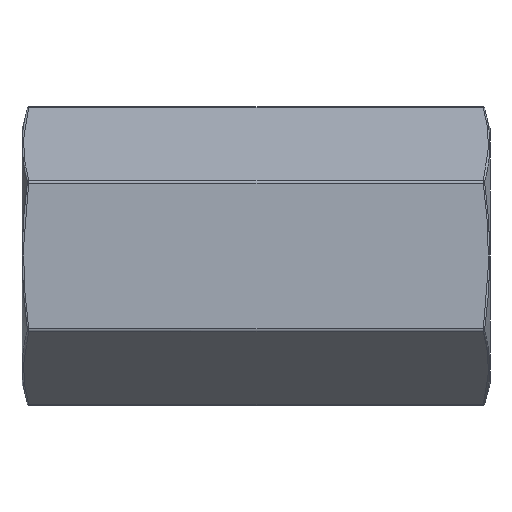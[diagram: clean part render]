
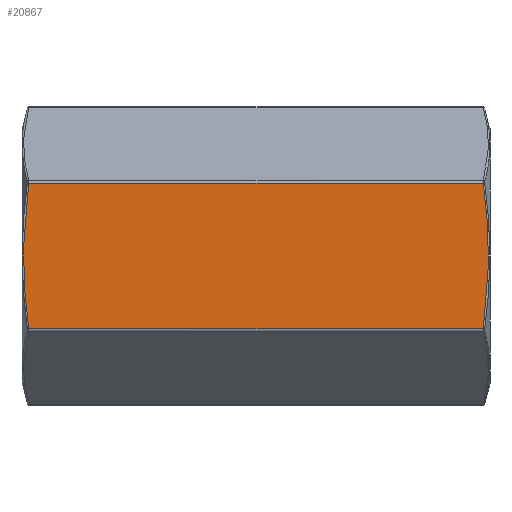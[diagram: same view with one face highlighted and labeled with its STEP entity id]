
A CAD part, front view. The second image highlights one B-rep face of the part: STEP entity #20867.
In plain terms, the highlighted planar face has unit normal (0, -1, 0).
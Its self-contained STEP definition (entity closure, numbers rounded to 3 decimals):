
#415 = CARTESIAN_POINT ( 'NONE',  ( -31.578, -18., -10.104 ) ) ;
#981 = CARTESIAN_POINT ( 'NONE',  ( -31.981, -18., 6.736 ) ) ;
#1217 = CARTESIAN_POINT ( 'NONE',  ( 31.981, -18., -6.736 ) ) ;
#1281 = CARTESIAN_POINT ( 'NONE',  ( 31.981, -18., 6.736 ) ) ;
#1737 = VERTEX_POINT ( 'NONE', #2126 ) ;
#2126 = CARTESIAN_POINT ( 'NONE',  ( 31.578, -18., -10.104 ) ) ;
#2965 = CARTESIAN_POINT ( 'NONE',  ( -31.578, -18., 10.104 ) ) ;
#3408 = VERTEX_POINT ( 'NONE', #415 ) ;
#4961 = EDGE_CURVE ( 'NONE', #16908, #9206, #9164, .T. ) ;
#5088 = CARTESIAN_POINT ( 'NONE',  ( 32.5, -18., 10.392 ) ) ;
#5098 = ORIENTED_EDGE ( 'NONE', *, *, #21397, .T. ) ;
#6193 = B_SPLINE_CURVE_WITH_KNOTS ( 'NONE', 3,
 ( #11528, #11373, #1217, #11452, #18194, #21621, #1281, #13153, #14900 ),
 .UNSPECIFIED., .F., .F.,
 ( 4, 2, 1, 2, 4 ),
 ( 0., 0.005, 0.01, 0.015, 0.02 ),
 .UNSPECIFIED. ) ;
#7270 = EDGE_CURVE ( 'NONE', #1737, #16908, #6193, .T. ) ;
#7464 = ORIENTED_EDGE ( 'NONE', *, *, #12914, .T. ) ;
#7553 = VECTOR ( 'NONE', #9147, 1000. ) ;
#7671 = CARTESIAN_POINT ( 'NONE',  ( -31.981, -18., -6.736 ) ) ;
#7741 = CARTESIAN_POINT ( 'NONE',  ( -31.801, -18., 8.42 ) ) ;
#7754 = B_SPLINE_CURVE_WITH_KNOTS ( 'NONE', 3,
 ( #17765, #7741, #981, #7888, #11031, #21251, #7671, #12786, #14456 ),
 .UNSPECIFIED., .F., .F.,
 ( 4, 2, 1, 2, 4 ),
 ( 0., 0.005, 0.01, 0.015, 0.02 ),
 .UNSPECIFIED. ) ;
#7888 = CARTESIAN_POINT ( 'NONE',  ( -32.228, -18., 3.368 ) ) ;
#8533 = LINE ( 'NONE', #19764, #11202 ) ;
#8777 = FACE_OUTER_BOUND ( 'NONE', #16339, .T. ) ;
#9007 = CARTESIAN_POINT ( 'NONE',  ( 31.578, -18., 10.104 ) ) ;
#9147 = DIRECTION ( 'NONE',  ( -1., 0., 0. ) ) ;
#9164 = LINE ( 'NONE', #11003, #7553 ) ;
#9206 = VERTEX_POINT ( 'NONE', #2965 ) ;
#10384 = PLANE ( 'NONE',  #19993 ) ;
#11003 = CARTESIAN_POINT ( 'NONE',  ( 32.5, -18., 10.104 ) ) ;
#11031 = CARTESIAN_POINT ( 'NONE',  ( -32.358, -18., 0. ) ) ;
#11202 = VECTOR ( 'NONE', #16621, 1000. ) ;
#11373 = CARTESIAN_POINT ( 'NONE',  ( 31.801, -18., -8.42 ) ) ;
#11452 = CARTESIAN_POINT ( 'NONE',  ( 32.228, -18., -3.368 ) ) ;
#11528 = CARTESIAN_POINT ( 'NONE',  ( 31.578, -18., -10.104 ) ) ;
#12786 = CARTESIAN_POINT ( 'NONE',  ( -31.801, -18., -8.42 ) ) ;
#12914 = EDGE_CURVE ( 'NONE', #3408, #1737, #8533, .T. ) ;
#13153 = CARTESIAN_POINT ( 'NONE',  ( 31.801, -18., 8.42 ) ) ;
#13687 = DIRECTION ( 'NONE',  ( 0., 1., 0. ) ) ;
#14456 = CARTESIAN_POINT ( 'NONE',  ( -31.578, -18., -10.104 ) ) ;
#14900 = CARTESIAN_POINT ( 'NONE',  ( 31.578, -18., 10.104 ) ) ;
#15246 = ORIENTED_EDGE ( 'NONE', *, *, #7270, .T. ) ;
#15802 = ORIENTED_EDGE ( 'NONE', *, *, #4961, .T. ) ;
#16339 = EDGE_LOOP ( 'NONE', ( #7464, #15246, #15802, #5098 ) ) ;
#16621 = DIRECTION ( 'NONE',  ( 1., 0., 0. ) ) ;
#16908 = VERTEX_POINT ( 'NONE', #9007 ) ;
#17765 = CARTESIAN_POINT ( 'NONE',  ( -31.578, -18., 10.104 ) ) ;
#18194 = CARTESIAN_POINT ( 'NONE',  ( 32.358, -18., 0. ) ) ;
#18541 = DIRECTION ( 'NONE',  ( 0., 0., 1. ) ) ;
#19764 = CARTESIAN_POINT ( 'NONE',  ( 32.5, -18., -10.104 ) ) ;
#19993 = AXIS2_PLACEMENT_3D ( 'NONE', #5088, #13687, #18541 ) ;
#20867 = ADVANCED_FACE ( 'NONE', ( #8777 ), #10384, .F. ) ;
#21251 = CARTESIAN_POINT ( 'NONE',  ( -32.228, -18., -3.368 ) ) ;
#21397 = EDGE_CURVE ( 'NONE', #9206, #3408, #7754, .T. ) ;
#21621 = CARTESIAN_POINT ( 'NONE',  ( 32.228, -18., 3.368 ) ) ;
